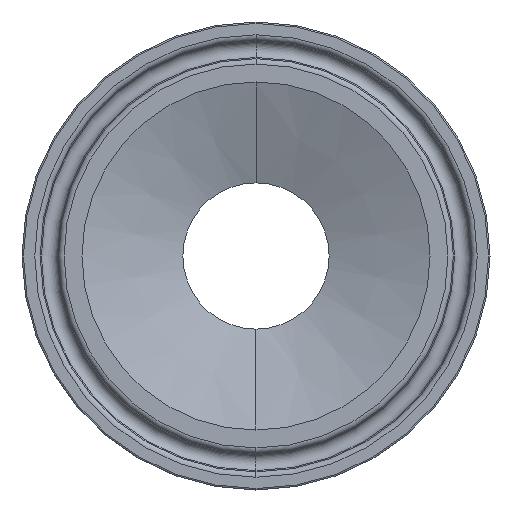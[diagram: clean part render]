
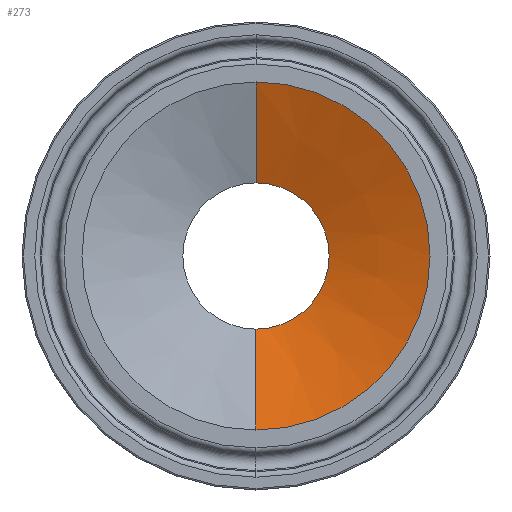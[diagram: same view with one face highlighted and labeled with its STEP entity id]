
A CAD part, left-side view. The second image highlights one B-rep face of the part: STEP entity #273.
In plain terms, the highlighted conical face has half-angle 70 degrees and reference radius 23.8 mm.
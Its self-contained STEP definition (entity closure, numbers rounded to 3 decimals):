
#2 = CONICAL_SURFACE ( 'NONE', #720, 23.8, 1.222 ) ;
#83 = LINE ( 'NONE', #582, #676 ) ;
#135 = CIRCLE ( 'NONE', #903, 10. ) ;
#166 = DIRECTION ( 'NONE',  ( 0., 0., 1. ) ) ;
#199 = DIRECTION ( 'NONE',  ( 0., 0., 1. ) ) ;
#245 = CARTESIAN_POINT ( 'NONE',  ( 5.023, 0., 0. ) ) ;
#273 = ADVANCED_FACE ( 'NONE', ( #333 ), #2, .F. ) ;
#276 = CARTESIAN_POINT ( 'NONE',  ( 5.023, 0., -10. ) ) ;
#282 = VECTOR ( 'NONE', #477, 1000. ) ;
#288 = EDGE_CURVE ( 'NONE', #348, #884, #135, .T. ) ;
#318 = CARTESIAN_POINT ( 'NONE',  ( 5.023, 0., 10. ) ) ;
#333 = FACE_OUTER_BOUND ( 'NONE', #714, .T. ) ;
#348 = VERTEX_POINT ( 'NONE', #276 ) ;
#350 = EDGE_CURVE ( 'NONE', #810, #373, #446, .T. ) ;
#356 = DIRECTION ( 'NONE',  ( -1., 0., 0. ) ) ;
#373 = VERTEX_POINT ( 'NONE', #768 ) ;
#380 = ORIENTED_EDGE ( 'NONE', *, *, #479, .T. ) ;
#446 = CIRCLE ( 'NONE', #939, 23.8 ) ;
#477 = DIRECTION ( 'NONE',  ( -0.342, 0., 0.94 ) ) ;
#479 = EDGE_CURVE ( 'NONE', #348, #810, #83, .T. ) ;
#501 = CARTESIAN_POINT ( 'NONE',  ( 0., 0., -23.8 ) ) ;
#582 = CARTESIAN_POINT ( 'NONE',  ( 0., 0., -23.8 ) ) ;
#606 = CARTESIAN_POINT ( 'NONE',  ( 0., 0., 0. ) ) ;
#657 = ORIENTED_EDGE ( 'NONE', *, *, #288, .F. ) ;
#676 = VECTOR ( 'NONE', #895, 1000. ) ;
#714 = EDGE_LOOP ( 'NONE', ( #657, #380, #1056, #893 ) ) ;
#720 = AXIS2_PLACEMENT_3D ( 'NONE', #981, #833, #828 ) ;
#768 = CARTESIAN_POINT ( 'NONE',  ( 0., 0., 23.8 ) ) ;
#810 = VERTEX_POINT ( 'NONE', #501 ) ;
#823 = DIRECTION ( 'NONE',  ( -1., 0., 0. ) ) ;
#828 = DIRECTION ( 'NONE',  ( 0., 0., 1. ) ) ;
#829 = EDGE_CURVE ( 'NONE', #884, #373, #955, .T. ) ;
#833 = DIRECTION ( 'NONE',  ( -1., 0., 0. ) ) ;
#884 = VERTEX_POINT ( 'NONE', #318 ) ;
#885 = CARTESIAN_POINT ( 'NONE',  ( 0., 0., 23.8 ) ) ;
#893 = ORIENTED_EDGE ( 'NONE', *, *, #829, .F. ) ;
#895 = DIRECTION ( 'NONE',  ( -0.342, 0., -0.94 ) ) ;
#903 = AXIS2_PLACEMENT_3D ( 'NONE', #245, #823, #166 ) ;
#939 = AXIS2_PLACEMENT_3D ( 'NONE', #606, #356, #199 ) ;
#955 = LINE ( 'NONE', #885, #282 ) ;
#981 = CARTESIAN_POINT ( 'NONE',  ( 0., 0., 0. ) ) ;
#1056 = ORIENTED_EDGE ( 'NONE', *, *, #350, .T. ) ;
